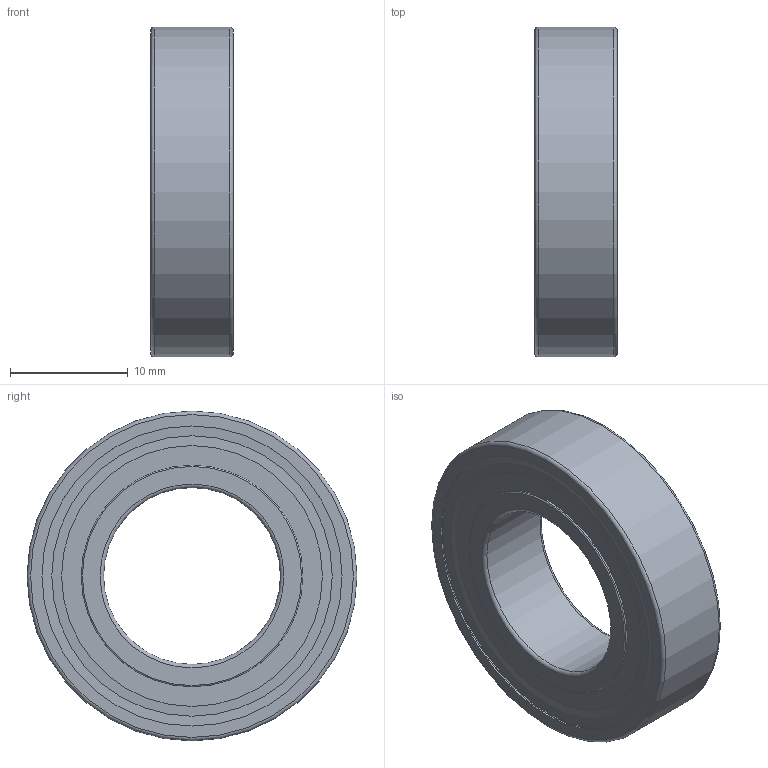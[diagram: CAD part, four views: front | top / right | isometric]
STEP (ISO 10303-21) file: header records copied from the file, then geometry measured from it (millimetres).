
FILE_DESCRIPTION( ( 'STEP AP214' ), '1' );
FILE_NAME( '61902-2RS1.stp', '2018-12-03T21:01:58', ( '' ), ( '' ), ' ', 'PARTsolutions', ' ' );
FILE_SCHEMA( ( 'AUTOMOTIVE_DESIGN { 1 0 10303 214 1 1 1 1 }' ) );
Length unit declared in the file: millimetre
Products named in the file (5): 61902-2RS1; _61902-2RS1_PART1; _61902-2RS1_PART2; _61902-2RS1_PART3; _61902-2RS1_PART4
Assembly tree (22 placements, depth 2):
  61902-2RS1
    _61902-2RS1_PART1
    _61902-2RS1_PART2
    _61902-2RS1_PART3  x10
    _61902-2RS1_PART4  x10
Bounding box: 7 x 28 x 28 mm (x, y, z)
Volume: 1958.7 mm3; surface area: 3816.5 mm2
Topology: 12 solids, 12 shells, 50 faces, 100 edges, 70 vertices
Faces by surface type: cylinder 12, plane 10, torus 10, sphere 10, cone 8
Full cylindrical faces by diameter (mm): 15 x1, 18.8 x4, 24.27 x2, 25.47 x4, 28 x1
Entity records: 1396 total; most frequent: DIRECTION 208, CARTESIAN_POINT 148, AXIS2_PLACEMENT_3D 104, EDGE_LOOP 80, ORIENTED_EDGE 80, FACE_OUTER_BOUND 62, VERTEX_POINT 43, STYLED_ITEM 41
